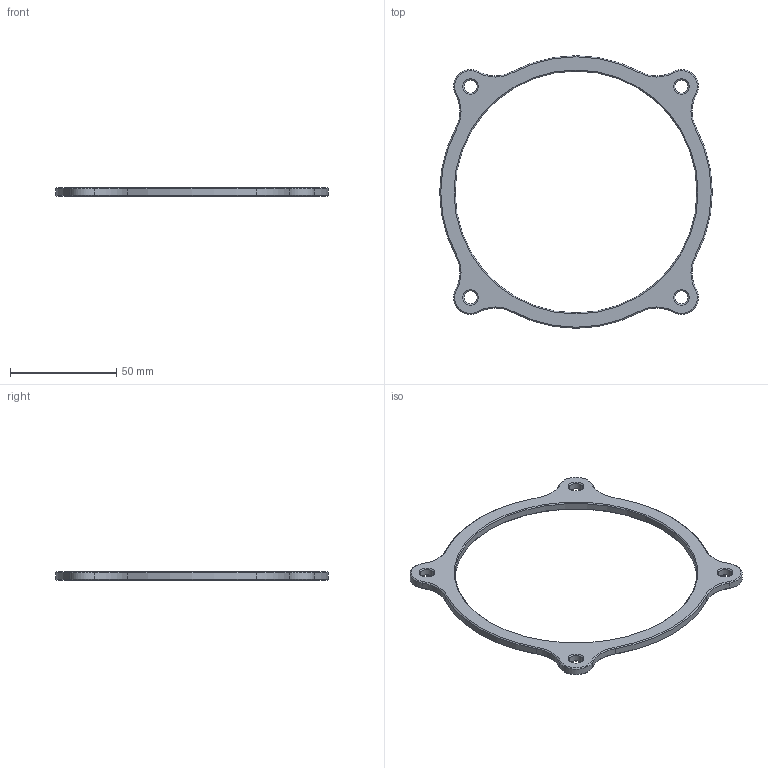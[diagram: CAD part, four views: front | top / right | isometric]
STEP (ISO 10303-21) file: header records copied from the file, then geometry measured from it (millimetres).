
FILE_DESCRIPTION(/* description */ (''),/* implementation_level */ '2;1');
FILE_NAME(/* name */ 'Tle de Support Cartouche_FP-evo v9.step',/* time_stamp */ '2024-10-31T23:54:12+01:00',/* author */ (''),/* organization */ (''),/* preprocessor_version */ 'ST-DEVELOPER v20',/* originating_system */ 'Autodesk Translation Framework v13.20.0.188',/* authorisation */ '');
FILE_SCHEMA (('AUTOMOTIVE_DESIGN { 1 0 10303 214 3 1 1 }'));
Length unit declared in the file: millimetre
Products named in the file (1): Tôle de Support Cartouche_FP-evo
Bounding box: 128 x 128 x 4 mm (x, y, z)
Volume: 14102.4 mm3; surface area: 10236.2 mm2
Topology: 1 solids, 1 shells, 65 faces, 147 edges, 84 vertices
Faces by surface type: cone 42, cylinder 21, plane 2
Full cylindrical faces by diameter (mm): 6.3 x4, 113.6 x1
Entity records: 1862 total; most frequent: DIRECTION 363, CARTESIAN_POINT 297, ORIENTED_EDGE 294, AXIS2_PLACEMENT_3D 150, EDGE_CURVE 147, CIRCLE 84, VERTEX_POINT 84, EDGE_LOOP 75
